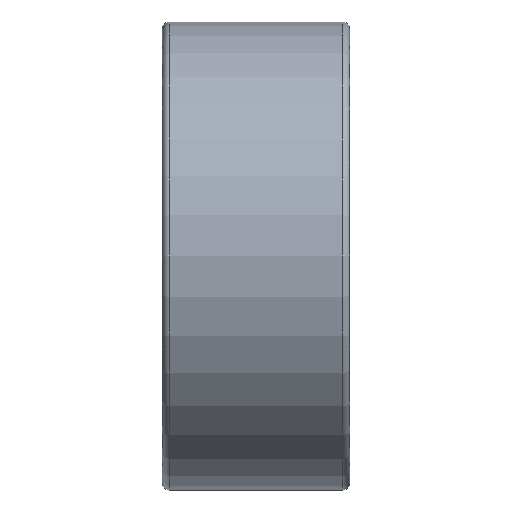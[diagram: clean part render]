
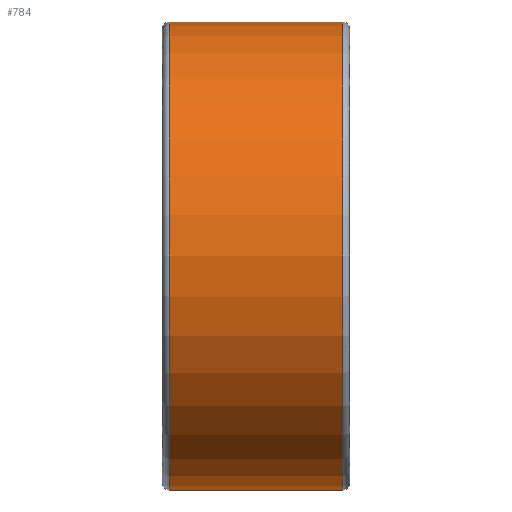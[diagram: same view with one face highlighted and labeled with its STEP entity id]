
A CAD part, front view. The second image highlights one B-rep face of the part: STEP entity #784.
In plain terms, the highlighted cylindrical face has radius 5 mm (diameter 10 mm), a full revolution.
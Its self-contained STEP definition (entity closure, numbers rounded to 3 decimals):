
#46=LINE('',#1500,#56);
#56=VECTOR('',#1231,5.);
#66=CYLINDRICAL_SURFACE('',#945,5.);
#136=FACE_OUTER_BOUND('',#196,.T.);
#196=EDGE_LOOP('',(#710,#711,#712,#713,#714,#715,#716,#717));
#291=CIRCLE('',#938,5.);
#292=CIRCLE('',#939,5.);
#294=CIRCLE('',#941,5.);
#297=CIRCLE('',#946,5.);
#298=CIRCLE('',#947,5.);
#299=CIRCLE('',#948,5.);
#401=VERTEX_POINT('',#1482);
#402=VERTEX_POINT('',#1483);
#403=VERTEX_POINT('',#1485);
#406=VERTEX_POINT('',#1495);
#407=VERTEX_POINT('',#1496);
#408=VERTEX_POINT('',#1498);
#506=EDGE_CURVE('',#401,#402,#291,.T.);
#507=EDGE_CURVE('',#402,#403,#292,.T.);
#509=EDGE_CURVE('',#403,#401,#294,.T.);
#512=EDGE_CURVE('',#406,#407,#297,.T.);
#513=EDGE_CURVE('',#408,#406,#298,.T.);
#514=EDGE_CURVE('',#408,#402,#46,.T.);
#515=EDGE_CURVE('',#407,#408,#299,.T.);
#710=ORIENTED_EDGE('',*,*,#512,.F.);
#711=ORIENTED_EDGE('',*,*,#513,.F.);
#712=ORIENTED_EDGE('',*,*,#514,.T.);
#713=ORIENTED_EDGE('',*,*,#506,.F.);
#714=ORIENTED_EDGE('',*,*,#509,.F.);
#715=ORIENTED_EDGE('',*,*,#507,.F.);
#716=ORIENTED_EDGE('',*,*,#514,.F.);
#717=ORIENTED_EDGE('',*,*,#515,.F.);
#784=ADVANCED_FACE('',(#136),#66,.T.);
#938=AXIS2_PLACEMENT_3D('',#1484,#1211,#1212);
#939=AXIS2_PLACEMENT_3D('',#1486,#1213,#1214);
#941=AXIS2_PLACEMENT_3D('',#1488,#1217,#1218);
#945=AXIS2_PLACEMENT_3D('',#1494,#1225,#1226);
#946=AXIS2_PLACEMENT_3D('',#1497,#1227,#1228);
#947=AXIS2_PLACEMENT_3D('',#1499,#1229,#1230);
#948=AXIS2_PLACEMENT_3D('',#1501,#1232,#1233);
#1211=DIRECTION('center_axis',(-1.,0.,0.));
#1212=DIRECTION('ref_axis',(0.,-1.,0.));
#1213=DIRECTION('center_axis',(-1.,0.,0.));
#1214=DIRECTION('ref_axis',(0.,-1.,0.));
#1217=DIRECTION('center_axis',(-1.,0.,0.));
#1218=DIRECTION('ref_axis',(0.,-1.,0.));
#1225=DIRECTION('center_axis',(1.,0.,0.));
#1226=DIRECTION('ref_axis',(0.,1.,0.));
#1227=DIRECTION('center_axis',(1.,0.,0.));
#1228=DIRECTION('ref_axis',(0.,-1.,0.));
#1229=DIRECTION('center_axis',(1.,0.,0.));
#1230=DIRECTION('ref_axis',(0.,-1.,0.));
#1231=DIRECTION('',(-1.,0.,0.));
#1232=DIRECTION('center_axis',(1.,0.,0.));
#1233=DIRECTION('ref_axis',(0.,-1.,0.));
#1482=CARTESIAN_POINT('',(0.15,5.,0.));
#1483=CARTESIAN_POINT('',(0.15,-5.,0.));
#1484=CARTESIAN_POINT('Origin',(0.15,0.,0.));
#1485=CARTESIAN_POINT('',(0.15,0.,5.));
#1486=CARTESIAN_POINT('Origin',(0.15,0.,0.));
#1488=CARTESIAN_POINT('Origin',(0.15,0.,0.));
#1494=CARTESIAN_POINT('Origin',(2.667,0.,0.));
#1495=CARTESIAN_POINT('',(3.85,5.,0.));
#1496=CARTESIAN_POINT('',(3.85,0.,5.));
#1497=CARTESIAN_POINT('Origin',(3.85,0.,0.));
#1498=CARTESIAN_POINT('',(3.85,-5.,0.));
#1499=CARTESIAN_POINT('Origin',(3.85,0.,0.));
#1500=CARTESIAN_POINT('',(2.667,-5.,0.));
#1501=CARTESIAN_POINT('Origin',(3.85,0.,0.));
